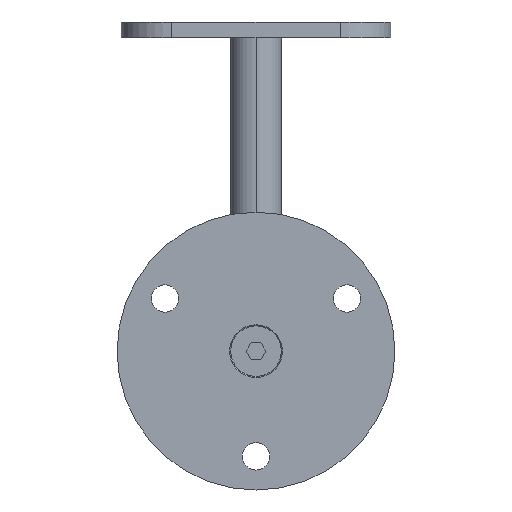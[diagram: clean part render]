
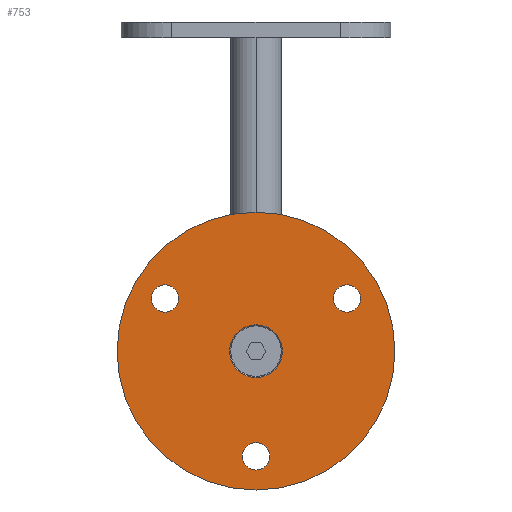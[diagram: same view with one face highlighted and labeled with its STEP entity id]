
A CAD part, front view. The second image highlights one B-rep face of the part: STEP entity #753.
In plain terms, the highlighted planar face has unit normal (0, -1, 0).
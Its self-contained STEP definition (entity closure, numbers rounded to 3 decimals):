
#21 = AXIS2_PLACEMENT_3D ( 'NONE', #796, #1361, #1588 ) ;
#55 = CIRCLE ( 'NONE', #932, 33. ) ;
#75 = CARTESIAN_POINT ( 'NONE',  ( 0., -4., 33. ) ) ;
#117 = CARTESIAN_POINT ( 'NONE',  ( 0., -4., 0. ) ) ;
#129 = CIRCLE ( 'NONE', #1598, 3.25 ) ;
#174 = VERTEX_POINT ( 'NONE', #324 ) ;
#191 = DIRECTION ( 'NONE',  ( 0., 1., 0. ) ) ;
#196 = CARTESIAN_POINT ( 'NONE',  ( -24.465, -4., 14.125 ) ) ;
#236 = CARTESIAN_POINT ( 'NONE',  ( 0., -4., 0. ) ) ;
#246 = EDGE_CURVE ( 'NONE', #1608, #764, #2507, .T. ) ;
#258 = DIRECTION ( 'NONE',  ( 1., 0., 0. ) ) ;
#272 = DIRECTION ( 'NONE',  ( 0., 1., 0. ) ) ;
#278 = ORIENTED_EDGE ( 'NONE', *, *, #582, .F. ) ;
#286 = ORIENTED_EDGE ( 'NONE', *, *, #676, .F. ) ;
#300 = AXIS2_PLACEMENT_3D ( 'NONE', #117, #523, #1363 ) ;
#301 = AXIS2_PLACEMENT_3D ( 'NONE', #1459, #272, #1037 ) ;
#324 = CARTESIAN_POINT ( 'NONE',  ( 24.465, -4., 14.125 ) ) ;
#338 = AXIS2_PLACEMENT_3D ( 'NONE', #2264, #2412, #420 ) ;
#371 = EDGE_LOOP ( 'NONE', ( #2141, #2259 ) ) ;
#405 = DIRECTION ( 'NONE',  ( 0., 1., 0. ) ) ;
#420 = DIRECTION ( 'NONE',  ( 0.866, 0., -0.5 ) ) ;
#437 = VERTEX_POINT ( 'NONE', #2000 ) ;
#523 = DIRECTION ( 'NONE',  ( 0., 1., 0. ) ) ;
#582 = EDGE_CURVE ( 'NONE', #1046, #587, #55, .T. ) ;
#587 = VERTEX_POINT ( 'NONE', #75 ) ;
#595 = DIRECTION ( 'NONE',  ( 0., 1., 0. ) ) ;
#646 = DIRECTION ( 'NONE',  ( 0., 1., 0. ) ) ;
#676 = EDGE_CURVE ( 'NONE', #587, #1046, #1358, .T. ) ;
#699 = EDGE_LOOP ( 'NONE', ( #286, #278 ) ) ;
#717 = FACE_BOUND ( 'NONE', #1135, .T. ) ;
#751 = VERTEX_POINT ( 'NONE', #1111 ) ;
#753 = ADVANCED_FACE ( 'NONE', ( #1507, #2499, #717, #1120, #1910 ), #1719, .F. ) ;
#764 = VERTEX_POINT ( 'NONE', #1621 ) ;
#769 = CIRCLE ( 'NONE', #2240, 3.25 ) ;
#782 = CARTESIAN_POINT ( 'NONE',  ( 21.651, -4., 12.5 ) ) ;
#790 = CARTESIAN_POINT ( 'NONE',  ( 0., -4., -6.25 ) ) ;
#796 = CARTESIAN_POINT ( 'NONE',  ( 0., -4., 0. ) ) ;
#797 = CARTESIAN_POINT ( 'NONE',  ( 0., -4., -25. ) ) ;
#855 = EDGE_CURVE ( 'NONE', #764, #1608, #129, .T. ) ;
#932 = AXIS2_PLACEMENT_3D ( 'NONE', #2051, #646, #258 ) ;
#937 = CIRCLE ( 'NONE', #1188, 3.25 ) ;
#954 = EDGE_CURVE ( 'NONE', #1716, #174, #2311, .T. ) ;
#974 = CARTESIAN_POINT ( 'NONE',  ( 21.651, -4., 12.5 ) ) ;
#980 = DIRECTION ( 'NONE',  ( 0., 0., 1. ) ) ;
#1007 = DIRECTION ( 'NONE',  ( 0., 1., 0. ) ) ;
#1037 = DIRECTION ( 'NONE',  ( 0., 0., 1. ) ) ;
#1046 = VERTEX_POINT ( 'NONE', #1217 ) ;
#1092 = EDGE_CURVE ( 'NONE', #174, #1716, #769, .T. ) ;
#1111 = CARTESIAN_POINT ( 'NONE',  ( 0., -4., 6.25 ) ) ;
#1120 = FACE_BOUND ( 'NONE', #2538, .T. ) ;
#1135 = EDGE_LOOP ( 'NONE', ( #1271, #1139 ) ) ;
#1139 = ORIENTED_EDGE ( 'NONE', *, *, #1742, .T. ) ;
#1188 = AXIS2_PLACEMENT_3D ( 'NONE', #797, #191, #980 ) ;
#1196 = CIRCLE ( 'NONE', #21, 6.25 ) ;
#1217 = CARTESIAN_POINT ( 'NONE',  ( 0., -4., -33. ) ) ;
#1247 = ORIENTED_EDGE ( 'NONE', *, *, #2542, .T. ) ;
#1271 = ORIENTED_EDGE ( 'NONE', *, *, #2034, .T. ) ;
#1358 = CIRCLE ( 'NONE', #300, 33. ) ;
#1361 = DIRECTION ( 'NONE',  ( 0., 1., 0. ) ) ;
#1363 = DIRECTION ( 'NONE',  ( 1., 0., 0. ) ) ;
#1459 = CARTESIAN_POINT ( 'NONE',  ( 0., -4., -25. ) ) ;
#1507 = FACE_BOUND ( 'NONE', #371, .T. ) ;
#1509 = AXIS2_PLACEMENT_3D ( 'NONE', #1801, #405, #2367 ) ;
#1559 = VERTEX_POINT ( 'NONE', #790 ) ;
#1565 = CARTESIAN_POINT ( 'NONE',  ( -21.651, -4., 12.5 ) ) ;
#1588 = DIRECTION ( 'NONE',  ( 0., 0., -1. ) ) ;
#1598 = AXIS2_PLACEMENT_3D ( 'NONE', #1565, #1007, #2405 ) ;
#1608 = VERTEX_POINT ( 'NONE', #196 ) ;
#1621 = CARTESIAN_POINT ( 'NONE',  ( -18.836, -4., 10.875 ) ) ;
#1630 = ORIENTED_EDGE ( 'NONE', *, *, #246, .T. ) ;
#1669 = VERTEX_POINT ( 'NONE', #1781 ) ;
#1716 = VERTEX_POINT ( 'NONE', #2277 ) ;
#1719 = PLANE ( 'NONE',  #1509 ) ;
#1730 = AXIS2_PLACEMENT_3D ( 'NONE', #236, #2430, #2248 ) ;
#1742 = EDGE_CURVE ( 'NONE', #1669, #437, #2352, .T. ) ;
#1769 = DIRECTION ( 'NONE',  ( -0.866, 0., -0.5 ) ) ;
#1781 = CARTESIAN_POINT ( 'NONE',  ( 0., -4., -28.25 ) ) ;
#1801 = CARTESIAN_POINT ( 'NONE',  ( 0., -4., 0. ) ) ;
#1831 = EDGE_CURVE ( 'NONE', #1559, #751, #1885, .T. ) ;
#1885 = CIRCLE ( 'NONE', #1730, 6.25 ) ;
#1910 = FACE_OUTER_BOUND ( 'NONE', #699, .T. ) ;
#2000 = CARTESIAN_POINT ( 'NONE',  ( 0., -4., -21.75 ) ) ;
#2034 = EDGE_CURVE ( 'NONE', #437, #1669, #937, .T. ) ;
#2044 = ORIENTED_EDGE ( 'NONE', *, *, #855, .T. ) ;
#2051 = CARTESIAN_POINT ( 'NONE',  ( 0., -4., 0. ) ) ;
#2141 = ORIENTED_EDGE ( 'NONE', *, *, #954, .T. ) ;
#2172 = DIRECTION ( 'NONE',  ( 0., 1., 0. ) ) ;
#2193 = EDGE_LOOP ( 'NONE', ( #2044, #1630 ) ) ;
#2201 = AXIS2_PLACEMENT_3D ( 'NONE', #782, #2172, #2202 ) ;
#2202 = DIRECTION ( 'NONE',  ( -0.866, 0., -0.5 ) ) ;
#2240 = AXIS2_PLACEMENT_3D ( 'NONE', #974, #595, #1769 ) ;
#2248 = DIRECTION ( 'NONE',  ( 0., 0., -1. ) ) ;
#2259 = ORIENTED_EDGE ( 'NONE', *, *, #1092, .T. ) ;
#2264 = CARTESIAN_POINT ( 'NONE',  ( -21.651, -4., 12.5 ) ) ;
#2277 = CARTESIAN_POINT ( 'NONE',  ( 18.836, -4., 10.875 ) ) ;
#2311 = CIRCLE ( 'NONE', #2201, 3.25 ) ;
#2340 = ORIENTED_EDGE ( 'NONE', *, *, #1831, .T. ) ;
#2352 = CIRCLE ( 'NONE', #301, 3.25 ) ;
#2367 = DIRECTION ( 'NONE',  ( 0., 0., 1. ) ) ;
#2405 = DIRECTION ( 'NONE',  ( 0.866, 0., -0.5 ) ) ;
#2412 = DIRECTION ( 'NONE',  ( 0., 1., 0. ) ) ;
#2430 = DIRECTION ( 'NONE',  ( 0., 1., 0. ) ) ;
#2499 = FACE_BOUND ( 'NONE', #2193, .T. ) ;
#2507 = CIRCLE ( 'NONE', #338, 3.25 ) ;
#2538 = EDGE_LOOP ( 'NONE', ( #2340, #1247 ) ) ;
#2542 = EDGE_CURVE ( 'NONE', #751, #1559, #1196, .T. ) ;
